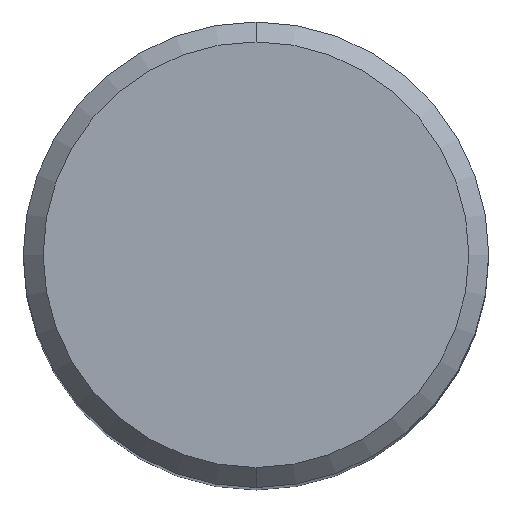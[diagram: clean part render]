
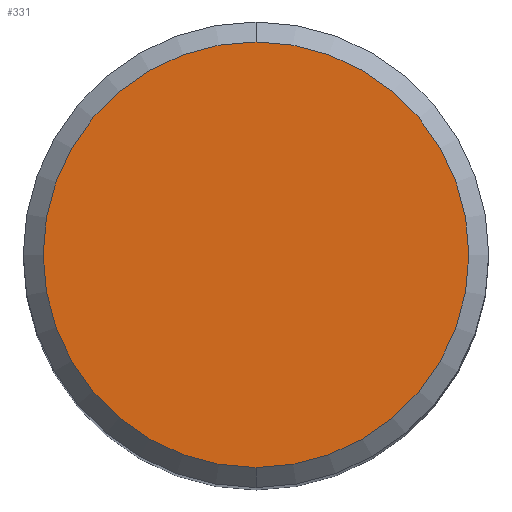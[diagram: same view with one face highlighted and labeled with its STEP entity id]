
A CAD part, top view. The second image highlights one B-rep face of the part: STEP entity #331.
In plain terms, the highlighted planar face has unit normal (0, 0, 1).
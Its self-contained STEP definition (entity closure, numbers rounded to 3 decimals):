
#277=EDGE_CURVE('',#323,#413,#582,.T.);
#315=EDGE_CURVE('',#413,#323,#622,.T.);
#323=VERTEX_POINT('',#631);
#331=ADVANCED_FACE('',(#639),#640,.T.);
#413=VERTEX_POINT('',#730);
#582=CIRCLE('',#1076,6.4);
#622=CIRCLE('',#1181,6.4);
#631=CARTESIAN_POINT('',(0.0,6.4,0.0));
#639=FACE_OUTER_BOUND('',#1250,.T.);
#640=PLANE('',#1251);
#730=CARTESIAN_POINT('',(0.,-6.4,0.0));
#1076=AXIS2_PLACEMENT_3D('',#1595,#1596,#1597);
#1181=AXIS2_PLACEMENT_3D('',#1634,#1635,#1636);
#1250=EDGE_LOOP('',(#1649,#1650));
#1251=AXIS2_PLACEMENT_3D('',#1651,#1652,#1653);
#1595=CARTESIAN_POINT('',(0.0,0.0,0.0));
#1596=DIRECTION('',(0.0,0.0,-1.0));
#1597=DIRECTION('',(0.0,1.0,0.0));
#1634=CARTESIAN_POINT('',(0.0,0.0,0.0));
#1635=DIRECTION('',(0.0,0.0,-1.0));
#1636=DIRECTION('',(0.0,1.0,0.0));
#1649=ORIENTED_EDGE('',*,*,#277,.F.);
#1650=ORIENTED_EDGE('',*,*,#315,.F.);
#1651=CARTESIAN_POINT('',(0.0,3.2,0.0));
#1652=DIRECTION('',(-0.0,0.0,1.0));
#1653=DIRECTION('',(0.0,-1.0,0.0));
